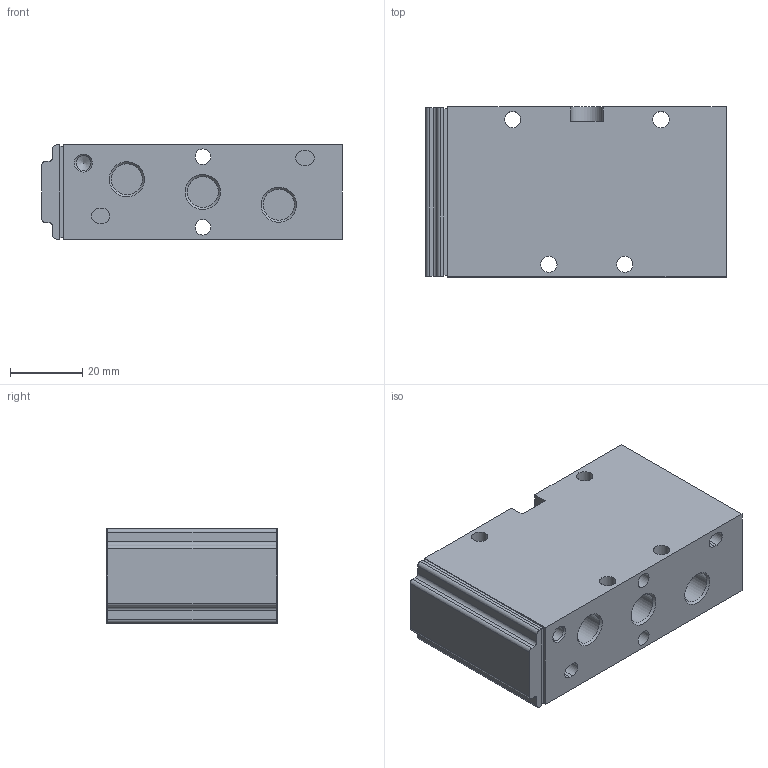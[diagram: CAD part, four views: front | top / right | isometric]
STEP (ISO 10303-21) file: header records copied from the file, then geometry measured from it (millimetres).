
FILE_DESCRIPTION(/* description */ ('STEP AP214'),/* implementation_level */ '2;1');
FILE_NAME(/* name */ '31000_VL-5-1_8-B',/* time_stamp */ '2024-09-16T15:35:26+02:00',/* author */ ('License CC BY-ND 4.0'),/* organization */ ('CADENAS'),/* preprocessor_version */ 'ST-DEVELOPER v19.3',/* originating_system */ 'PARTsolutions',/* authorisation */ ' ');
FILE_SCHEMA (('AUTOMOTIVE_DESIGN {1 0 10303 214 3 1 1}'));
Length unit declared in the file: millimetre
Products named in the file (1): 31000 VL-5-1/8-B
Bounding box: 83 x 47 x 26 mm (x, y, z)
Volume: 90867.1 mm3; surface area: 19790.1 mm2
Topology: 1 solids, 1 shells, 71 faces, 172 edges, 113 vertices
Faces by surface type: plane 38, cylinder 25, cone 8
Full cylindrical faces by diameter (mm): 4.134 x1, 4.3 x2, 4.5 x4, 8.566 x6
Entity records: 2000 total; most frequent: DIRECTION 348, CARTESIAN_POINT 329, ORIENTED_EDGE 294, EDGE_CURVE 147, AXIS2_PLACEMENT_3D 129, FACE_BOUND 115, EDGE_LOOP 114, VERTEX_POINT 110
